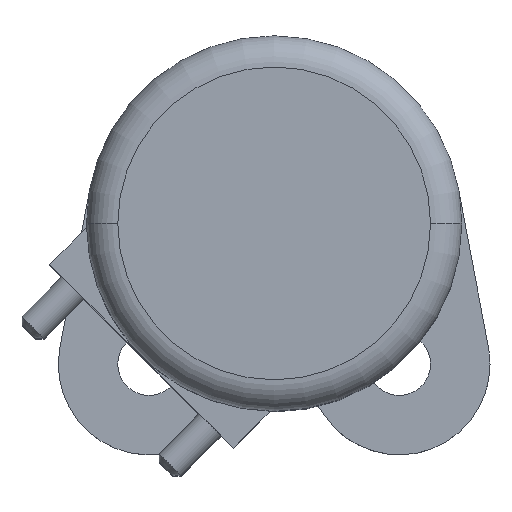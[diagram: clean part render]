
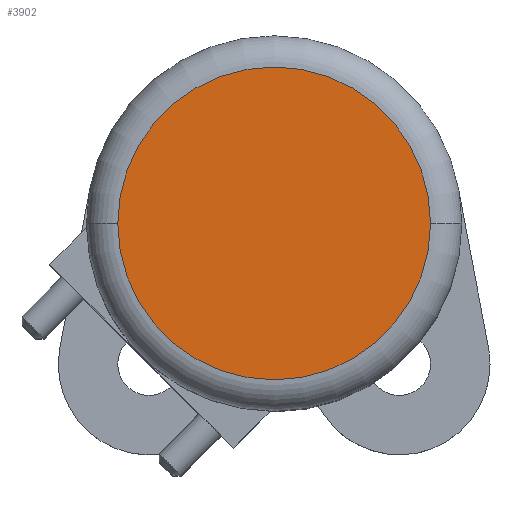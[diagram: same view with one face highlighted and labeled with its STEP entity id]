
A CAD part, top view. The second image highlights one B-rep face of the part: STEP entity #3902.
In plain terms, the highlighted planar face has unit normal (0, 0, 1).
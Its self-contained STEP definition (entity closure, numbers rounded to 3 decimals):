
#60 = AXIS2_PLACEMENT_3D ( 'NONE', #1180, #1858, #4271 ) ;
#444 = CARTESIAN_POINT ( 'NONE',  ( 0., 0., 7.55 ) ) ;
#502 = CIRCLE ( 'NONE', #2610, 2.5 ) ;
#610 = EDGE_LOOP ( 'NONE', ( #1211, #3973 ) ) ;
#694 = CARTESIAN_POINT ( 'NONE',  ( 0., 0., 7.55 ) ) ;
#806 = DIRECTION ( 'NONE',  ( 1., 0., 0. ) ) ;
#1039 = DIRECTION ( 'NONE',  ( 1., 0., 0. ) ) ;
#1180 = CARTESIAN_POINT ( 'NONE',  ( 0., 0., 7.55 ) ) ;
#1211 = ORIENTED_EDGE ( 'NONE', *, *, #2191, .T. ) ;
#1309 = CIRCLE ( 'NONE', #4151, 2.5 ) ;
#1858 = DIRECTION ( 'NONE',  ( 0., 0., 1. ) ) ;
#2189 = PLANE ( 'NONE',  #60 ) ;
#2191 = EDGE_CURVE ( 'NONE', #4222, #3876, #1309, .T. ) ;
#2239 = CARTESIAN_POINT ( 'NONE',  ( 2.5, 0., 7.55 ) ) ;
#2610 = AXIS2_PLACEMENT_3D ( 'NONE', #444, #2853, #806 ) ;
#2853 = DIRECTION ( 'NONE',  ( 0., 0., 1. ) ) ;
#3097 = DIRECTION ( 'NONE',  ( 0., 0., 1. ) ) ;
#3505 = EDGE_CURVE ( 'NONE', #3876, #4222, #502, .T. ) ;
#3876 = VERTEX_POINT ( 'NONE', #4228 ) ;
#3902 = ADVANCED_FACE ( 'NONE', ( #4381 ), #2189, .T. ) ;
#3973 = ORIENTED_EDGE ( 'NONE', *, *, #3505, .T. ) ;
#4151 = AXIS2_PLACEMENT_3D ( 'NONE', #694, #3097, #1039 ) ;
#4222 = VERTEX_POINT ( 'NONE', #2239 ) ;
#4228 = CARTESIAN_POINT ( 'NONE',  ( -2.5, 0., 7.55 ) ) ;
#4271 = DIRECTION ( 'NONE',  ( 1., 0., 0. ) ) ;
#4381 = FACE_OUTER_BOUND ( 'NONE', #610, .T. ) ;
